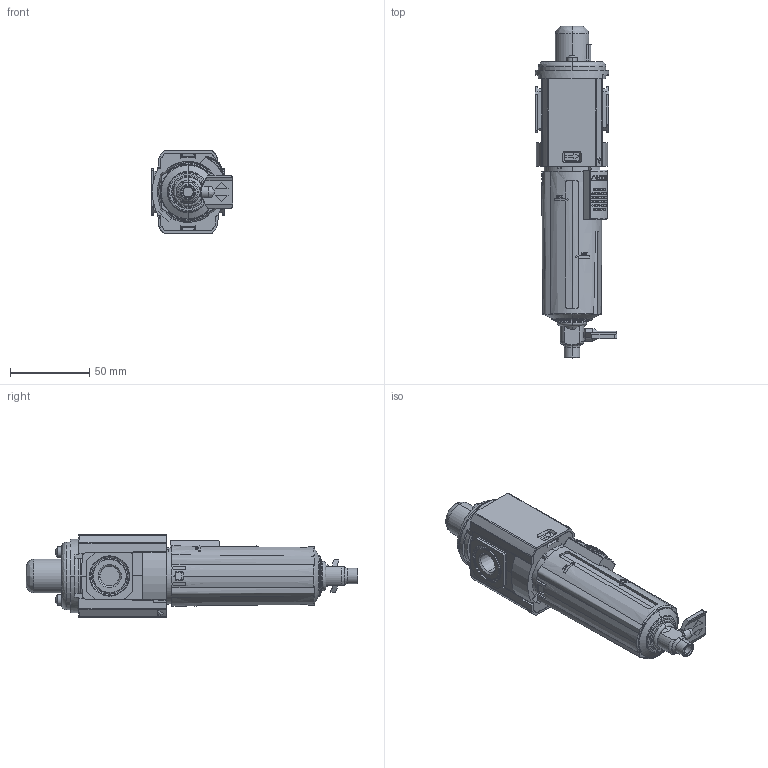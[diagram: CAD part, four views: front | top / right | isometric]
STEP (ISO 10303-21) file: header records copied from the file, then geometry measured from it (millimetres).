
FILE_DESCRIPTION (( 'STEP AP203' ), '1' );
FILE_NAME ('F82C-2AD-QP0.step', '2021-09-07T18:18:22', ( '' ), ( '' ), 'SwSTEP 2.0', 'SolidWorks 2021', '' );
FILE_SCHEMA (( 'CONFIG_CONTROL_DESIGN' ));
Length unit declared in the file: inch
Products named in the file (1): F82C-2AD-QP0
Bounding box: 51.48 x 209.43 x 52 mm (x, y, z)
Volume: 241129.4 mm3; surface area: 61862.1 mm2
Topology: 8 solids, 8 shells, 1233 faces, 3341 edges, 2177 vertices
Faces by surface type: plane 542, cylinder 468, bspline 113, cone 108, torus 2
Entity records: 43448 total; most frequent: CARTESIAN_POINT 14039, ORIENTED_EDGE 6662, DIRECTION 5487, EDGE_CURVE 3331, VERTEX_POINT 2177, AXIS2_PLACEMENT_3D 1959, VECTOR 1569, LINE 1569
